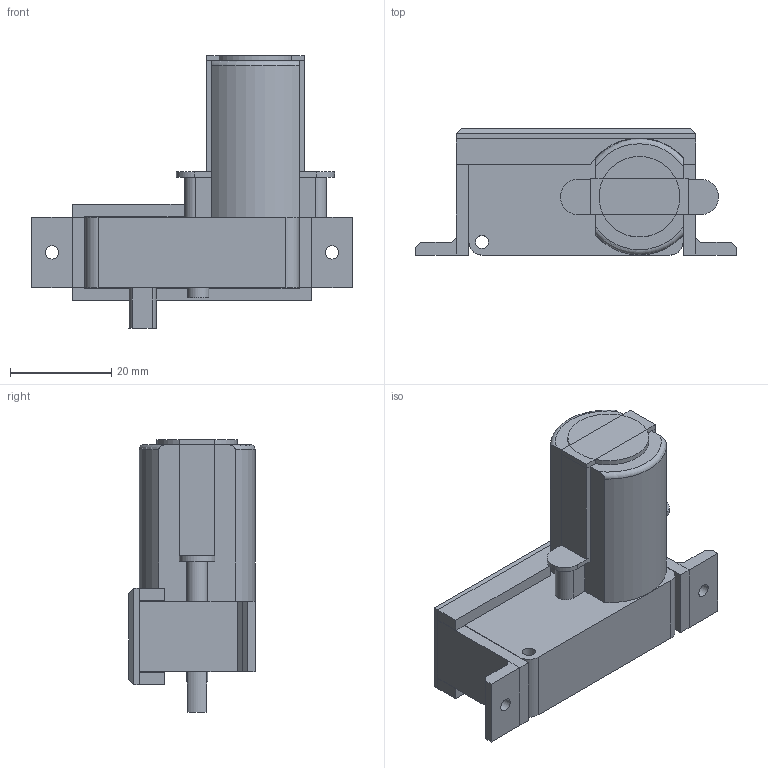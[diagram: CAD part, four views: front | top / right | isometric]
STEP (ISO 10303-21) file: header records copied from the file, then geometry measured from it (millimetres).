
FILE_DESCRIPTION(('FreeCAD Model'),'2;1');
FILE_NAME('Open CASCADE Shape Model','2022-07-13T15:51:52',(''),(''), 'Open CASCADE STEP processor 7.6','FreeCAD','Unknown');
FILE_SCHEMA(('AUTOMOTIVE_DESIGN { 1 0 10303 214 1 1 1 1 }'));
Length unit declared in the file: millimetre
Products named in the file (5): EasyMotorMount; Part; Body
Assembly tree (4 placements, depth 3):
  EasyMotorMount
    Part
      Body
    Part
      Body
Bounding box: 63.24 x 24.9 x 53.82 mm (x, y, z)
Volume: 30046.1 mm3; surface area: 11361.4 mm2
Topology: 2 solids, 2 shells, 130 faces, 325 edges, 201 vertices
Faces by surface type: plane 108, cylinder 20, torus 2
Full cylindrical faces by diameter (mm): 2.55 x2, 2.6 x2, 4.21 x1
Entity records: 8392 total; most frequent: CARTESIAN_POINT 1635, DIRECTION 1272, LINE 860, VECTOR 860, ORIENTED_EDGE 650, PCURVE 650, DEFINITIONAL_REPRESENTATION 650, EDGE_CURVE 325
